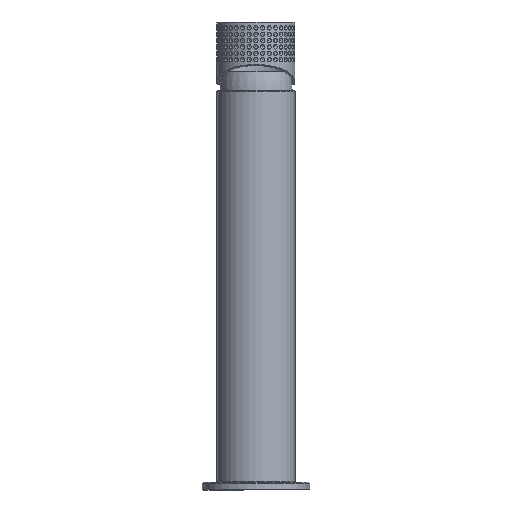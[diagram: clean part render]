
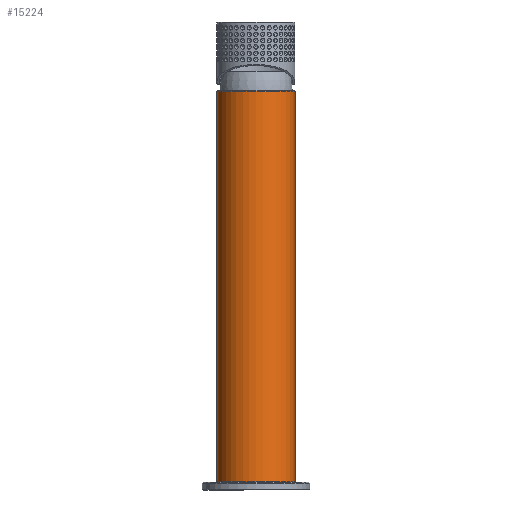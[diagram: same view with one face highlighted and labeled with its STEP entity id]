
A CAD part, front view. The second image highlights one B-rep face of the part: STEP entity #15224.
In plain terms, the highlighted cylindrical face has radius 20 mm (diameter 40 mm), a full revolution.
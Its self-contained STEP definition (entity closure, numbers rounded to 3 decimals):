
#1177=LINE('',#38247,#1973);
#1178=LINE('',#38260,#1974);
#1973=VECTOR('',#29996,1000.);
#1974=VECTOR('',#29997,1000.);
#2208=B_SPLINE_CURVE_WITH_KNOTS('',3,(#38250,#38251,#38252,#38253,#38254,
#38255,#38256,#38257,#38258),.UNSPECIFIED.,.F.,.F.,(4,1,1,1,1,1,4),(0.,
0.005,0.007,0.009,0.012,
0.014,0.019),.UNSPECIFIED.);
#2209=B_SPLINE_CURVE_WITH_KNOTS('',3,(#38262,#38263,#38264,#38265,#38266,
#38267,#38268,#38269,#38270),.UNSPECIFIED.,.F.,.F.,(4,1,1,1,1,1,4),(0.,
0.005,0.007,0.009,0.012,
0.014,0.019),.UNSPECIFIED.);
#6435=ORIENTED_EDGE('',*,*,#8282,.T.);
#6436=ORIENTED_EDGE('',*,*,#8283,.T.);
#6437=ORIENTED_EDGE('',*,*,#8284,.F.);
#6438=ORIENTED_EDGE('',*,*,#8285,.T.);
#6439=ORIENTED_EDGE('',*,*,#8286,.F.);
#6440=ORIENTED_EDGE('',*,*,#8287,.T.);
#8282=EDGE_CURVE('',#9684,#9684,#10441,.F.);
#8283=EDGE_CURVE('',#9685,#9685,#10442,.F.);
#8284=EDGE_CURVE('',#9686,#9687,#1177,.T.);
#8285=EDGE_CURVE('',#9686,#9688,#2208,.T.);
#8286=EDGE_CURVE('',#9689,#9688,#1178,.F.);
#8287=EDGE_CURVE('',#9689,#9687,#2209,.T.);
#9684=VERTEX_POINT('',#38244);
#9685=VERTEX_POINT('',#38246);
#9686=VERTEX_POINT('',#38248);
#9687=VERTEX_POINT('',#38249);
#9688=VERTEX_POINT('',#38259);
#9689=VERTEX_POINT('',#38261);
#10441=CIRCLE('',#25417,20.);
#10442=CIRCLE('',#25418,20.);
#12046=EDGE_LOOP('',(#6435));
#12047=EDGE_LOOP('',(#6436));
#12048=EDGE_LOOP('',(#6437,#6438,#6439,#6440));
#13710=FACE_BOUND('',#12046,.T.);
#13711=FACE_BOUND('',#12047,.T.);
#13712=FACE_BOUND('',#12048,.T.);
#14077=CYLINDRICAL_SURFACE('',#25416,20.);
#15224=ADVANCED_FACE('',(#13710,#13711,#13712),#14077,.T.);
#25416=AXIS2_PLACEMENT_3D('',#38242,#29990,#29991);
#25417=AXIS2_PLACEMENT_3D('',#38243,#29992,#29993);
#25418=AXIS2_PLACEMENT_3D('',#38245,#29994,#29995);
#29990=DIRECTION('',(1.,0.,0.));
#29991=DIRECTION('',(0.,0.,-1.));
#29992=DIRECTION('',(1.,0.,0.));
#29993=DIRECTION('',(0.,0.,-1.));
#29994=DIRECTION('',(-1.,0.,0.));
#29995=DIRECTION('',(0.,0.,1.));
#29996=DIRECTION('',(1.,0.,0.));
#29997=DIRECTION('',(1.,0.,0.));
#38242=CARTESIAN_POINT('',(0.,0.,0.));
#38243=CARTESIAN_POINT('',(-0.15,0.,0.));
#38244=CARTESIAN_POINT('',(-0.15,0.,-20.));
#38245=CARTESIAN_POINT('',(-200.15,0.,0.));
#38246=CARTESIAN_POINT('',(-200.15,0.,20.));
#38247=CARTESIAN_POINT('',(0.,18.8,6.823));
#38248=CARTESIAN_POINT('',(-19.773,18.8,6.823));
#38249=CARTESIAN_POINT('',(-16.227,18.8,6.823));
#38250=CARTESIAN_POINT('',(-19.773,18.8,6.823));
#38251=CARTESIAN_POINT('',(-21.293,18.943,6.429));
#38252=CARTESIAN_POINT('',(-23.291,19.417,5.093));
#38253=CARTESIAN_POINT('',(-24.785,19.905,2.346));
#38254=CARTESIAN_POINT('',(-25.181,20.047,0.008));
#38255=CARTESIAN_POINT('',(-24.789,19.906,-2.336));
#38256=CARTESIAN_POINT('',(-23.294,19.417,-5.091));
#38257=CARTESIAN_POINT('',(-21.293,18.943,-6.429));
#38258=CARTESIAN_POINT('',(-19.773,18.8,-6.823));
#38259=CARTESIAN_POINT('',(-19.773,18.8,-6.823));
#38260=CARTESIAN_POINT('',(0.,18.8,-6.823));
#38261=CARTESIAN_POINT('',(-16.227,18.8,-6.823));
#38262=CARTESIAN_POINT('',(-16.227,18.8,-6.823));
#38263=CARTESIAN_POINT('',(-14.707,18.943,-6.429));
#38264=CARTESIAN_POINT('',(-12.709,19.417,-5.093));
#38265=CARTESIAN_POINT('',(-11.215,19.905,-2.346));
#38266=CARTESIAN_POINT('',(-10.819,20.047,-0.008));
#38267=CARTESIAN_POINT('',(-11.211,19.906,2.336));
#38268=CARTESIAN_POINT('',(-12.706,19.417,5.091));
#38269=CARTESIAN_POINT('',(-14.707,18.943,6.429));
#38270=CARTESIAN_POINT('',(-16.227,18.8,6.823));
